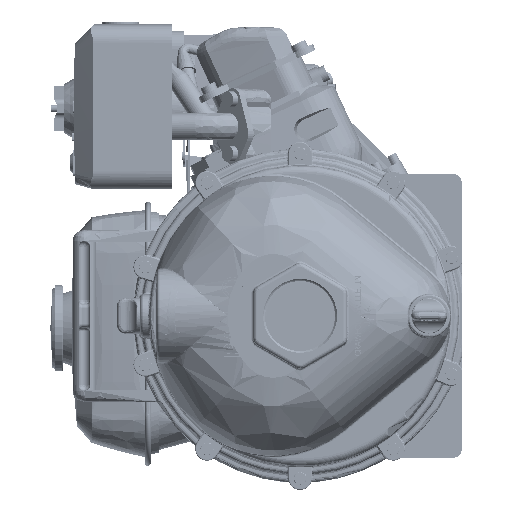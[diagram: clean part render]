
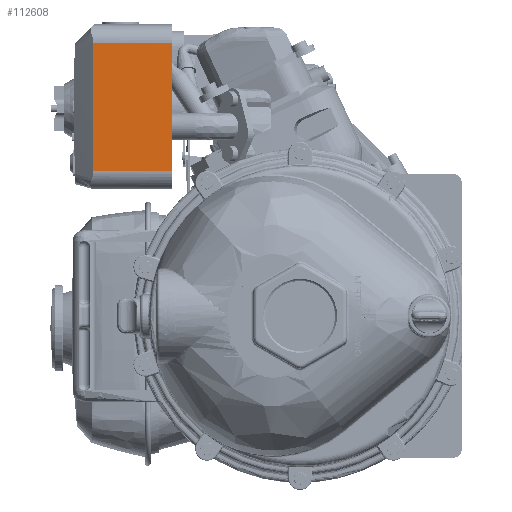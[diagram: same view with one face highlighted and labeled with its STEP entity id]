
A CAD part, left-side view. The second image highlights one B-rep face of the part: STEP entity #112608.
In plain terms, the highlighted face is planar.
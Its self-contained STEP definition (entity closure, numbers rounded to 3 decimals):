
#10231=LINE('',#241731,#17295);
#10298=LINE('',#242581,#17362);
#10299=LINE('',#242583,#17363);
#17295=VECTOR('',#144024,104.);
#17362=VECTOR('',#144253,64.319);
#17363=VECTOR('',#144254,64.319);
#24822=PLANE('',#121736);
#32384=FACE_OUTER_BOUND('',#39370,.T.);
#39370=EDGE_LOOP('',(#98437,#98438,#98439,#98440));
#45259=CIRCLE('',#121737,1985.);
#54513=VERTEX_POINT('',#241717);
#54519=VERTEX_POINT('',#241729);
#54583=VERTEX_POINT('',#242580);
#54584=VERTEX_POINT('',#242582);
#69596=EDGE_CURVE('',#54513,#54519,#10231,.F.);
#69706=EDGE_CURVE('',#54513,#54583,#10298,.T.);
#69707=EDGE_CURVE('',#54519,#54584,#10299,.T.);
#69708=EDGE_CURVE('',#54584,#54583,#45259,.T.);
#98437=ORIENTED_EDGE('',*,*,#69706,.F.);
#98438=ORIENTED_EDGE('',*,*,#69596,.T.);
#98439=ORIENTED_EDGE('',*,*,#69707,.T.);
#98440=ORIENTED_EDGE('',*,*,#69708,.T.);
#112608=ADVANCED_FACE('',(#32384),#24822,.F.);
#121736=AXIS2_PLACEMENT_3D('',#242579,#144251,#144252);
#121737=AXIS2_PLACEMENT_3D('',#242584,#144255,#144256);
#144024=DIRECTION('',(-1.,0.,0.));
#144251=DIRECTION('center_axis',(0.,1.,0.));
#144252=DIRECTION('ref_axis',(0.,0.,1.));
#144253=DIRECTION('',(0.,0.,1.));
#144254=DIRECTION('',(0.,0.,1.));
#144255=DIRECTION('center_axis',(0.,-1.,0.));
#144256=DIRECTION('ref_axis',(-0.026,0.,1.));
#241717=CARTESIAN_POINT('',(117.978,-88.66,129.25));
#241729=CARTESIAN_POINT('',(221.979,-88.66,129.25));
#241731=CARTESIAN_POINT('',(221.979,-88.66,129.25));
#242579=CARTESIAN_POINT('Origin',(236.979,-88.66,129.25));
#242580=CARTESIAN_POINT('',(117.978,-88.66,193.569));
#242581=CARTESIAN_POINT('',(117.978,-88.66,129.25));
#242582=CARTESIAN_POINT('',(221.979,-88.66,193.569));
#242583=CARTESIAN_POINT('',(221.979,-88.66,129.25));
#242584=CARTESIAN_POINT('Origin',(169.979,-88.66,-1790.75));
